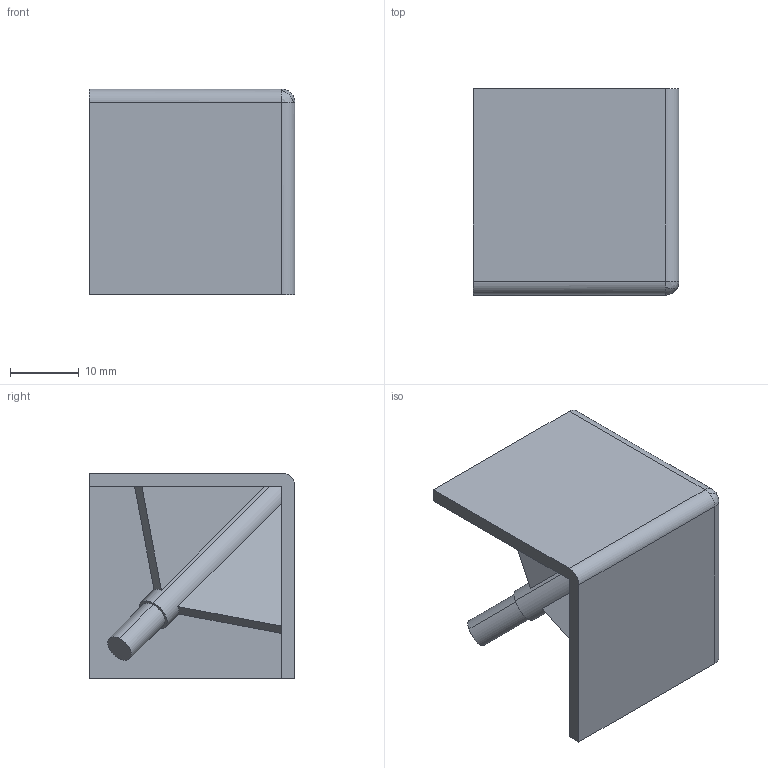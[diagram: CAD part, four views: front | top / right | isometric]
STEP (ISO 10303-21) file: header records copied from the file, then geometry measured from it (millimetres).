
FILE_DESCRIPTION (( 'STEP AP203' ), '1' );
FILE_NAME ('482548717_c_1.STEP', '2023-05-15T04:08:26', ( '' ), ( '' ), 'SwSTEP 2.0', 'SolidWorks 2014', '' );
FILE_SCHEMA (( 'CONFIG_CONTROL_DESIGN' ));
Length unit declared in the file: millimetre
Products named in the file (1): 482548717_c_1
Bounding box: 30 x 30 x 30 mm (x, y, z)
Volume: 6535.8 mm3; surface area: 6861.7 mm2
Topology: 1 solids, 1 shells, 29 faces, 78 edges, 50 vertices
Faces by surface type: plane 20, cylinder 7, bspline 2
Entity records: 993 total; most frequent: CARTESIAN_POINT 231, ORIENTED_EDGE 152, DIRECTION 133, EDGE_CURVE 76, VERTEX_POINT 50, VECTOR 45, LINE 45, AXIS2_PLACEMENT_3D 44
